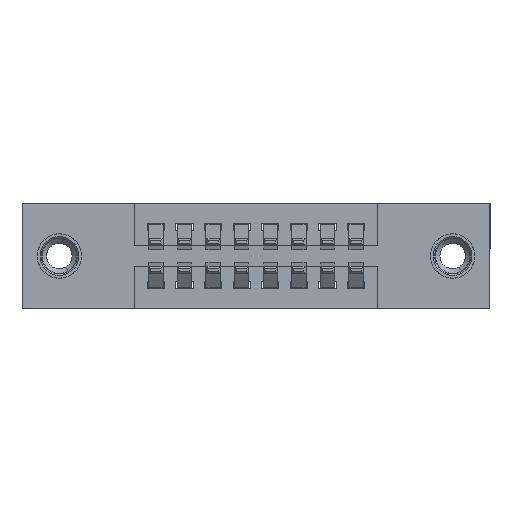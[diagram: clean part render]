
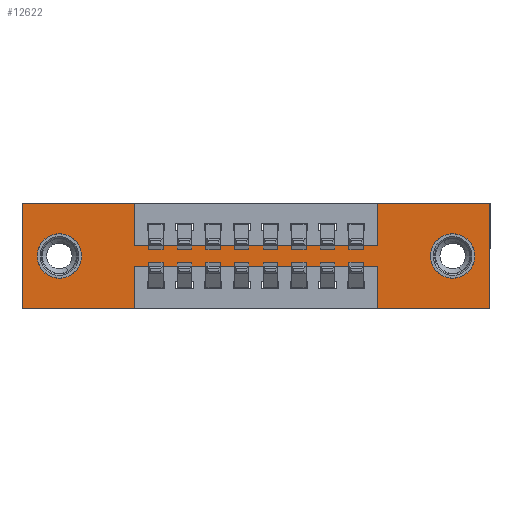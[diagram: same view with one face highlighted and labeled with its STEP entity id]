
A CAD part, front view. The second image highlights one B-rep face of the part: STEP entity #12622.
In plain terms, the highlighted planar face has unit normal (0, -1, 0).
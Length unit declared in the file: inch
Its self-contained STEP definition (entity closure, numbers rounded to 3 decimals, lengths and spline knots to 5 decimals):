
#200 = EDGE_LOOP ( 'NONE', ( #367, #14018 ) ) ;
#216 = LINE ( 'NONE', #13092, #9123 ) ;
#248 = ORIENTED_EDGE ( 'NONE', *, *, #5168, .F. ) ;
#261 = CIRCLE ( 'NONE', #9147, 0.078 ) ;
#367 = ORIENTED_EDGE ( 'NONE', *, *, #3461, .T. ) ;
#445 = FACE_BOUND ( 'NONE', #3911, .T. ) ;
#561 = VERTEX_POINT ( 'NONE', #5819 ) ;
#737 = CARTESIAN_POINT ( 'NONE',  ( 0.3925, 0., -0.15 ) ) ;
#776 = ORIENTED_EDGE ( 'NONE', *, *, #12438, .F. ) ;
#1159 = EDGE_CURVE ( 'NONE', #12269, #5032, #13767, .T. ) ;
#1181 = DIRECTION ( 'NONE',  ( 0., 0., -1. ) ) ;
#1365 = CARTESIAN_POINT ( 'NONE',  ( 1.2425, 0., -0.37 ) ) ;
#1696 = CARTESIAN_POINT ( 'NONE',  ( 0., 0., -0.37 ) ) ;
#1701 = ORIENTED_EDGE ( 'NONE', *, *, #6979, .F. ) ;
#1734 = EDGE_CURVE ( 'NONE', #14633, #6364, #10917, .T. ) ;
#1739 = DIRECTION ( 'NONE',  ( 0., 1., 0. ) ) ;
#2295 = CARTESIAN_POINT ( 'NONE',  ( 0., 0., -0.37 ) ) ;
#2390 = DIRECTION ( 'NONE',  ( 1., 0., 0. ) ) ;
#2640 = VECTOR ( 'NONE', #12105, 39.37008 ) ;
#2658 = CARTESIAN_POINT ( 'NONE',  ( 1.2425, 0., -0.37 ) ) ;
#2712 = AXIS2_PLACEMENT_3D ( 'NONE', #7167, #6182, #10918 ) ;
#2853 = CARTESIAN_POINT ( 'NONE',  ( 1.505, 0., -0.107 ) ) ;
#3111 = VERTEX_POINT ( 'NONE', #3573 ) ;
#3117 = DIRECTION ( 'NONE',  ( 0., 0., -1. ) ) ;
#3452 = CIRCLE ( 'NONE', #3745, 0.078 ) ;
#3461 = EDGE_CURVE ( 'NONE', #12131, #8780, #261, .T. ) ;
#3481 = LINE ( 'NONE', #9642, #9150 ) ;
#3573 = CARTESIAN_POINT ( 'NONE',  ( 1.2425, 0., -0.22 ) ) ;
#3635 = CARTESIAN_POINT ( 'NONE',  ( 0., 0., 0. ) ) ;
#3728 = EDGE_CURVE ( 'NONE', #6364, #561, #4190, .T. ) ;
#3745 = AXIS2_PLACEMENT_3D ( 'NONE', #9012, #1739, #11653 ) ;
#3782 = CARTESIAN_POINT ( 'NONE',  ( 0.3925, 0., 0. ) ) ;
#3793 = CARTESIAN_POINT ( 'NONE',  ( 0., 0., -0.37 ) ) ;
#3849 = LINE ( 'NONE', #15618, #9699 ) ;
#3889 = ORIENTED_EDGE ( 'NONE', *, *, #8468, .T. ) ;
#3911 = EDGE_LOOP ( 'NONE', ( #7735, #3889 ) ) ;
#3974 = VECTOR ( 'NONE', #14356, 39.37008 ) ;
#4063 = VERTEX_POINT ( 'NONE', #14865 ) ;
#4134 = ORIENTED_EDGE ( 'NONE', *, *, #10551, .F. ) ;
#4143 = VECTOR ( 'NONE', #10586, 39.37008 ) ;
#4190 = LINE ( 'NONE', #3635, #2640 ) ;
#4230 = ORIENTED_EDGE ( 'NONE', *, *, #3728, .F. ) ;
#4274 = VECTOR ( 'NONE', #13499, 39.37008 ) ;
#4294 = LINE ( 'NONE', #5091, #4274 ) ;
#4710 = CARTESIAN_POINT ( 'NONE',  ( 0.13, 0., -0.263 ) ) ;
#4862 = ORIENTED_EDGE ( 'NONE', *, *, #8356, .F. ) ;
#4909 = CARTESIAN_POINT ( 'NONE',  ( 1.635, 0., 0. ) ) ;
#5032 = VERTEX_POINT ( 'NONE', #1696 ) ;
#5091 = CARTESIAN_POINT ( 'NONE',  ( 0.3925, 0., 0. ) ) ;
#5168 = EDGE_CURVE ( 'NONE', #561, #5419, #6075, .T. ) ;
#5299 = DIRECTION ( 'NONE',  ( 0., 0., -1. ) ) ;
#5415 = DIRECTION ( 'NONE',  ( 0., 0., 1. ) ) ;
#5419 = VERTEX_POINT ( 'NONE', #15408 ) ;
#5531 = CARTESIAN_POINT ( 'NONE',  ( 1.2425, 0., -0.15 ) ) ;
#5540 = DIRECTION ( 'NONE',  ( 0., 1., 0. ) ) ;
#5668 = VECTOR ( 'NONE', #14771, 39.37008 ) ;
#5819 = CARTESIAN_POINT ( 'NONE',  ( 1.635, 0., 0. ) ) ;
#5964 = CARTESIAN_POINT ( 'NONE',  ( 0.3925, 0., -0.37 ) ) ;
#6075 = LINE ( 'NONE', #4909, #15696 ) ;
#6182 = DIRECTION ( 'NONE',  ( 0., 1., 0. ) ) ;
#6186 = CARTESIAN_POINT ( 'NONE',  ( 0., 0., -0.37 ) ) ;
#6218 = LINE ( 'NONE', #1365, #14675 ) ;
#6364 = VERTEX_POINT ( 'NONE', #10077 ) ;
#6603 = CARTESIAN_POINT ( 'NONE',  ( 0., 0., 0. ) ) ;
#6807 = CARTESIAN_POINT ( 'NONE',  ( 0.3925, 0., -0.37 ) ) ;
#6900 = CIRCLE ( 'NONE', #2712, 0.078 ) ;
#6965 = VECTOR ( 'NONE', #10561, 39.37008 ) ;
#6979 = EDGE_CURVE ( 'NONE', #15546, #3111, #6218, .T. ) ;
#7167 = CARTESIAN_POINT ( 'NONE',  ( 0.13, 0., -0.185 ) ) ;
#7380 = DIRECTION ( 'NONE',  ( 0., -1., 0. ) ) ;
#7507 = ORIENTED_EDGE ( 'NONE', *, *, #1159, .F. ) ;
#7710 = LINE ( 'NONE', #5964, #6965 ) ;
#7722 = DIRECTION ( 'NONE',  ( 0., 1., 0. ) ) ;
#7735 = ORIENTED_EDGE ( 'NONE', *, *, #8574, .T. ) ;
#7973 = ORIENTED_EDGE ( 'NONE', *, *, #13503, .F. ) ;
#8355 = DIRECTION ( 'NONE',  ( 1., 0., 0. ) ) ;
#8356 = EDGE_CURVE ( 'NONE', #5032, #15426, #13855, .T. ) ;
#8393 = VECTOR ( 'NONE', #5415, 39.37008 ) ;
#8468 = EDGE_CURVE ( 'NONE', #9450, #11364, #3452, .T. ) ;
#8560 = PLANE ( 'NONE',  #14394 ) ;
#8561 = EDGE_CURVE ( 'NONE', #3111, #4063, #3849, .T. ) ;
#8574 = EDGE_CURVE ( 'NONE', #11364, #9450, #6900, .T. ) ;
#8629 = DIRECTION ( 'NONE',  ( 0., 0., -1. ) ) ;
#8780 = VERTEX_POINT ( 'NONE', #9508 ) ;
#8800 = FACE_OUTER_BOUND ( 'NONE', #12415, .T. ) ;
#9012 = CARTESIAN_POINT ( 'NONE',  ( 0.13, 0., -0.185 ) ) ;
#9062 = CARTESIAN_POINT ( 'NONE',  ( 0.13, 0., -0.107 ) ) ;
#9123 = VECTOR ( 'NONE', #8355, 39.37008 ) ;
#9147 = AXIS2_PLACEMENT_3D ( 'NONE', #15184, #5540, #3117 ) ;
#9150 = VECTOR ( 'NONE', #2390, 39.37008 ) ;
#9211 = LINE ( 'NONE', #3793, #5668 ) ;
#9219 = EDGE_CURVE ( 'NONE', #15426, #11415, #216, .T. ) ;
#9450 = VERTEX_POINT ( 'NONE', #4710 ) ;
#9508 = CARTESIAN_POINT ( 'NONE',  ( 1.505, 0., -0.263 ) ) ;
#9642 = CARTESIAN_POINT ( 'NONE',  ( 0.3925, 0., -0.15 ) ) ;
#9663 = CARTESIAN_POINT ( 'NONE',  ( 0., 0., 0. ) ) ;
#9699 = VECTOR ( 'NONE', #14488, 39.37008 ) ;
#10004 = VERTEX_POINT ( 'NONE', #737 ) ;
#10077 = CARTESIAN_POINT ( 'NONE',  ( 1.2425, 0., 0. ) ) ;
#10279 = ORIENTED_EDGE ( 'NONE', *, *, #8561, .F. ) ;
#10486 = CARTESIAN_POINT ( 'NONE',  ( 1.2425, 0., 0. ) ) ;
#10551 = EDGE_CURVE ( 'NONE', #11415, #10004, #4294, .T. ) ;
#10561 = DIRECTION ( 'NONE',  ( 0., 0., -1. ) ) ;
#10586 = DIRECTION ( 'NONE',  ( 0., 0., 1. ) ) ;
#10603 = ORIENTED_EDGE ( 'NONE', *, *, #11466, .F. ) ;
#10917 = LINE ( 'NONE', #10486, #4143 ) ;
#10918 = DIRECTION ( 'NONE',  ( 0., 0., 1. ) ) ;
#11169 = CIRCLE ( 'NONE', #11566, 0.078 ) ;
#11364 = VERTEX_POINT ( 'NONE', #9062 ) ;
#11415 = VERTEX_POINT ( 'NONE', #3782 ) ;
#11464 = DIRECTION ( 'NONE',  ( 0., 0., 1. ) ) ;
#11466 = EDGE_CURVE ( 'NONE', #5419, #15546, #9211, .T. ) ;
#11566 = AXIS2_PLACEMENT_3D ( 'NONE', #12264, #7722, #5299 ) ;
#11653 = DIRECTION ( 'NONE',  ( 0., 0., 1. ) ) ;
#12105 = DIRECTION ( 'NONE',  ( 1., 0., 0. ) ) ;
#12131 = VERTEX_POINT ( 'NONE', #2853 ) ;
#12264 = CARTESIAN_POINT ( 'NONE',  ( 1.505, 0., -0.185 ) ) ;
#12269 = VERTEX_POINT ( 'NONE', #6807 ) ;
#12415 = EDGE_LOOP ( 'NONE', ( #776, #10279, #1701, #10603, #248, #4230, #14346, #7973, #4134, #15720, #4862, #7507 ) ) ;
#12438 = EDGE_CURVE ( 'NONE', #4063, #12269, #7710, .T. ) ;
#12622 = ADVANCED_FACE ( 'NONE', ( #13330, #445, #8800 ), #8560, .T. ) ;
#13092 = CARTESIAN_POINT ( 'NONE',  ( 0., 0., 0. ) ) ;
#13330 = FACE_BOUND ( 'NONE', #200, .T. ) ;
#13499 = DIRECTION ( 'NONE',  ( 0., 0., -1. ) ) ;
#13503 = EDGE_CURVE ( 'NONE', #10004, #14633, #3481, .T. ) ;
#13767 = LINE ( 'NONE', #2295, #3974 ) ;
#13855 = LINE ( 'NONE', #6603, #8393 ) ;
#14018 = ORIENTED_EDGE ( 'NONE', *, *, #15483, .T. ) ;
#14346 = ORIENTED_EDGE ( 'NONE', *, *, #1734, .F. ) ;
#14356 = DIRECTION ( 'NONE',  ( -1., 0., 0. ) ) ;
#14394 = AXIS2_PLACEMENT_3D ( 'NONE', #6186, #7380, #1181 ) ;
#14488 = DIRECTION ( 'NONE',  ( -1., 0., 0. ) ) ;
#14633 = VERTEX_POINT ( 'NONE', #5531 ) ;
#14675 = VECTOR ( 'NONE', #11464, 39.37008 ) ;
#14771 = DIRECTION ( 'NONE',  ( -1., 0., 0. ) ) ;
#14865 = CARTESIAN_POINT ( 'NONE',  ( 0.3925, 0., -0.22 ) ) ;
#15184 = CARTESIAN_POINT ( 'NONE',  ( 1.505, 0., -0.185 ) ) ;
#15408 = CARTESIAN_POINT ( 'NONE',  ( 1.635, 0., -0.37 ) ) ;
#15426 = VERTEX_POINT ( 'NONE', #9663 ) ;
#15483 = EDGE_CURVE ( 'NONE', #8780, #12131, #11169, .T. ) ;
#15546 = VERTEX_POINT ( 'NONE', #2658 ) ;
#15618 = CARTESIAN_POINT ( 'NONE',  ( 0.3925, 0., -0.22 ) ) ;
#15696 = VECTOR ( 'NONE', #8629, 39.37008 ) ;
#15720 = ORIENTED_EDGE ( 'NONE', *, *, #9219, .F. ) ;
